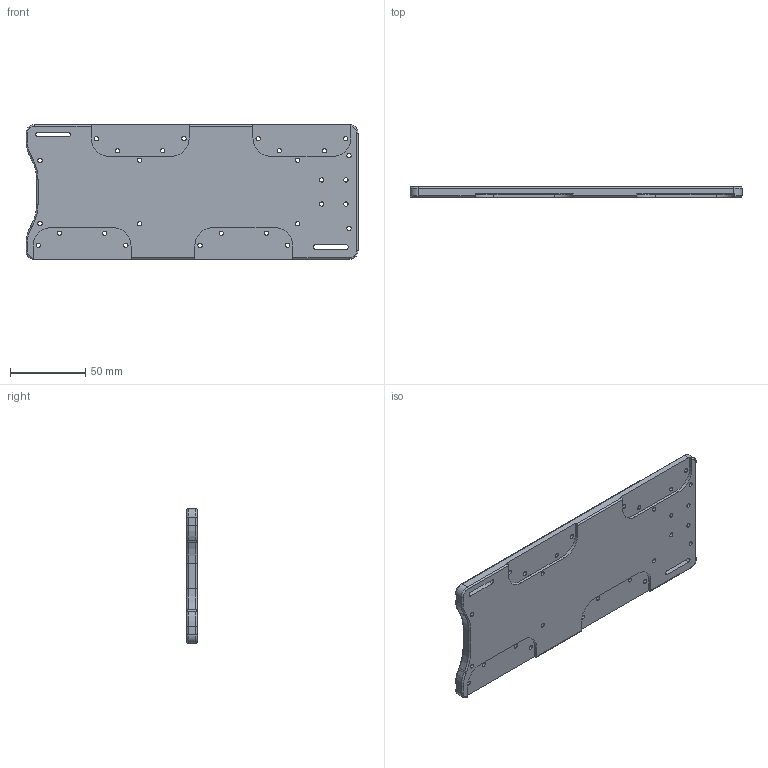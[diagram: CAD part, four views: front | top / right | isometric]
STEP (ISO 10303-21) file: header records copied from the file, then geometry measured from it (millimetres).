
FILE_DESCRIPTION (( 'STEP AP214' ), '1' );
FILE_NAME ('Carframe_for_MG513X Type1.STEP', '2025-07-29T08:36:32', ( '' ), ( '' ), 'SwSTEP 2.0', 'SolidWorks 2024', '' );
FILE_SCHEMA (( 'AUTOMOTIVE_DESIGN' ));
Length unit declared in the file: millimetre
Products named in the file (1): Carframe_for_MG513X Type1
Bounding box: 220 x 6.8 x 89 mm (x, y, z)
Volume: 104105.5 mm3; surface area: 45191.9 mm2
Topology: 1 solids, 1 shells, 250 faces, 659 edges, 428 vertices
Faces by surface type: cylinder 161, plane 73, torus 16
Entity records: 8020 total; most frequent: DIRECTION 1505, CARTESIAN_POINT 1355, ORIENTED_EDGE 1318, EDGE_CURVE 659, AXIS2_PLACEMENT_3D 598, VERTEX_POINT 428, CIRCLE 347, EDGE_LOOP 331
